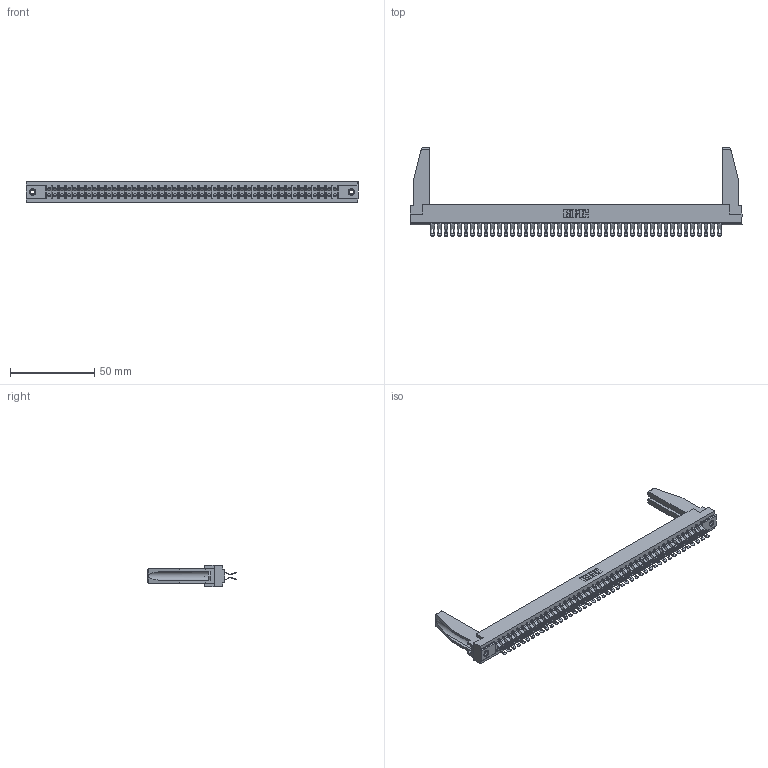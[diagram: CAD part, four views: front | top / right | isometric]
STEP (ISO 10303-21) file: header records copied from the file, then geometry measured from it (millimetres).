
FILE_DESCRIPTION (( 'STEP AP203' ), '1' );
FILE_NAME ('357-088-455-278.STEP', '2020-10-04T04:23:46', ( '' ), ( '' ), 'SwSTEP 2.0', 'SolidWorks 2020', '' );
FILE_SCHEMA (( 'CONFIG_CONTROL_DESIGN' ));
Length unit declared in the file: inch
Products named in the file (5): 307-220-078; 357-088-455-278; 307-290-001_555; 307 Part_.156 Dia Mounting Holes; 345-250-001_345-250-001-102
Assembly tree (93 placements, depth 2):
  357-088-455-278
    307 Part_.156 Dia Mounting Holes
    307-290-001_555  x88
    307-220-078  x2
    345-250-001_345-250-001-102  x2
Bounding box: 197.36 x 52.45 x 12.7 mm (x, y, z)
Volume: 25256.4 mm3; surface area: 31338.7 mm2
Topology: 93 solids, 93 shells, 5661 faces, 16581 edges, 10806 vertices
Faces by surface type: plane 3146, cylinder 2409, sphere 90, cone 12, torus 4
Entity records: 41858 total; most frequent: CARTESIAN_POINT 6862, ORIENTED_EDGE 6762, DIRECTION 6681, EDGE_CURVE 3381, LINE 2587, VECTOR 2587, VERTEX_POINT 2186, AXIS2_PLACEMENT_3D 2047
